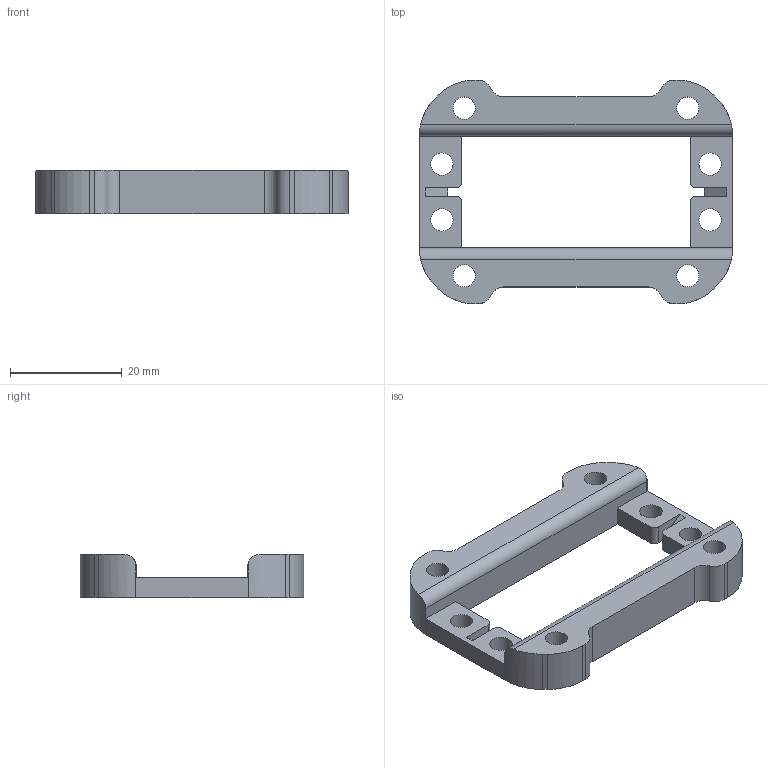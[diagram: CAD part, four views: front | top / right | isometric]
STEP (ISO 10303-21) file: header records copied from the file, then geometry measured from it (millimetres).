
FILE_DESCRIPTION(/* description */ (''),/* implementation_level */ '2;1');
FILE_NAME(/* name */ 'P406.step',/* time_stamp */ '2025-06-25T17:55:01+02:00',/* author */ (''),/* organization */ (''),/* preprocessor_version */ 'ST-DEVELOPER v20.1',/* originating_system */ 'Autodesk Translation Framework v14.10.0.0',/* authorisation */ '');
FILE_SCHEMA (('AUTOMOTIVE_DESIGN { 1 0 10303 214 3 1 1 }'));
Length unit declared in the file: millimetre
Products named in the file (1): P604
Bounding box: 56 x 40 x 7.7 mm (x, y, z)
Volume: 6894.1 mm3; surface area: 4706.9 mm2
Topology: 1 solids, 1 shells, 61 faces, 180 edges, 120 vertices
Faces by surface type: cylinder 32, plane 29
Full cylindrical faces by diameter (mm): 4 x8
Entity records: 2162 total; most frequent: CARTESIAN_POINT 398, DIRECTION 364, ORIENTED_EDGE 360, EDGE_CURVE 180, AXIS2_PLACEMENT_3D 126, VERTEX_POINT 120, LINE 112, VECTOR 112
